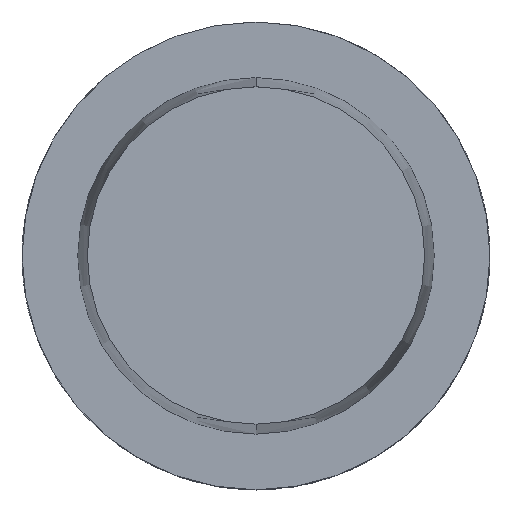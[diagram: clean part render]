
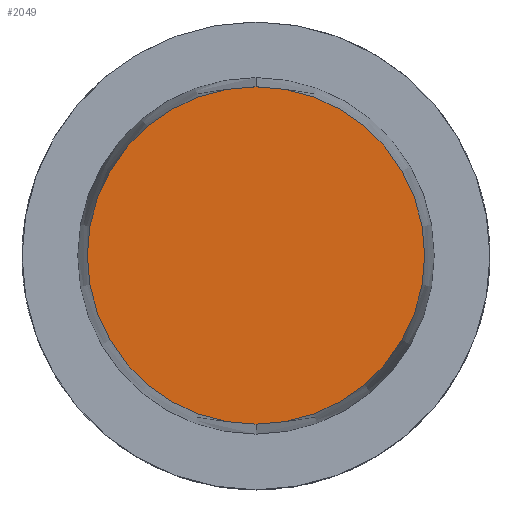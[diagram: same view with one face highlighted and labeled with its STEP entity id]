
A CAD part, top view. The second image highlights one B-rep face of the part: STEP entity #2049.
In plain terms, the highlighted planar face has unit normal (0, 0, 1).
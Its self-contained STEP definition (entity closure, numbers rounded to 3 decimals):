
#1022=CARTESIAN_POINT('',(0.,0.,32.));
#1023=DIRECTION('',(0.,0.,1.));
#1024=DIRECTION('',(0.,1.,0.));
#1025=AXIS2_PLACEMENT_3D('',#1022,#1023,#1024);
#1030=CARTESIAN_POINT('',(0.,0.,32.));
#1031=DIRECTION('',(0.,0.,-1.));
#1032=DIRECTION('',(0.,1.,0.));
#1033=AXIS2_PLACEMENT_3D('',#1030,#1031,#1032);
#1254=CARTESIAN_POINT('',(0.,22.717,32.));
#1255=VERTEX_POINT('',#1254);
#1256=CARTESIAN_POINT('',(0.,-22.717,32.));
#1257=VERTEX_POINT('',#1256);
#2040=CARTESIAN_POINT('',(0.,0.,32.));
#2041=DIRECTION('',(0.,0.,-1.));
#2042=DIRECTION('',(0.,-1.,0.));
#2043=AXIS2_PLACEMENT_3D('',#2040,#2041,#2042);
#2044=PLANE('',#2043);
#2045=ORIENTED_EDGE('',*,*,#2033,.F.);
#2046=ORIENTED_EDGE('',*,*,#2022,.T.);
#2047=EDGE_LOOP('',(#2045,#2046));
#2048=FACE_OUTER_BOUND('',#2047,.F.);
#1026=CIRCLE('',#1025,22.717);
#1034=CIRCLE('',#1033,22.717);
#2022=EDGE_CURVE('',#1255,#1257,#1034,.T.);
#2033=EDGE_CURVE('',#1255,#1257,#1026,.T.);
#2049=ADVANCED_FACE('',(#2048),#2044,.F.);
